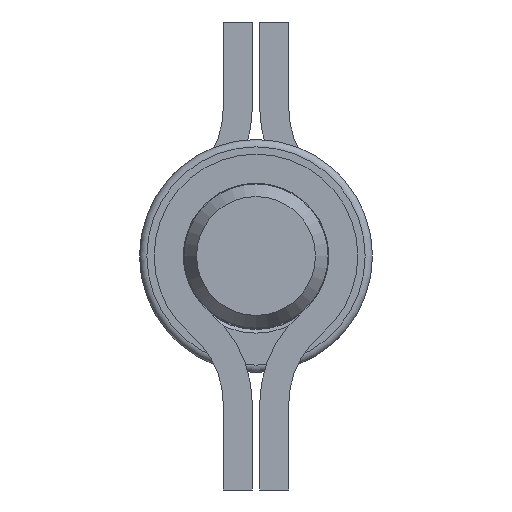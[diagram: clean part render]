
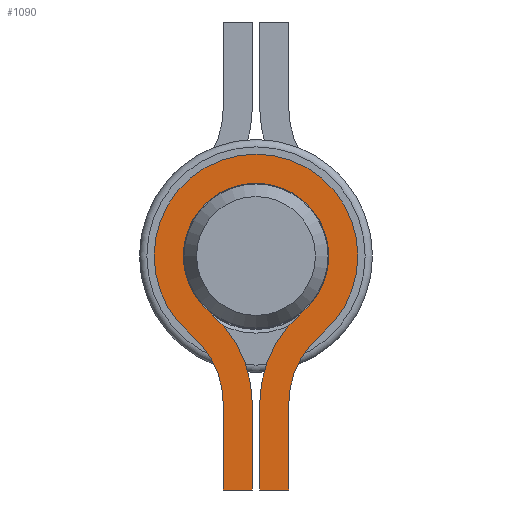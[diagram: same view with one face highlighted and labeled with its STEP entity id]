
A CAD part, front view. The second image highlights one B-rep face of the part: STEP entity #1090.
In plain terms, the highlighted face is planar.
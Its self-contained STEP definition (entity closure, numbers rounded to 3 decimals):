
#74=PLANE('',#1295);
#143=FACE_OUTER_BOUND('',#210,.T.);
#210=EDGE_LOOP('',(#836,#837,#838,#839,#840,#841,#842,#843,#844,#845,#846,
#847));
#271=LINE('',#1822,#358);
#274=LINE('',#1828,#361);
#277=LINE('',#1834,#364);
#283=LINE('',#1858,#370);
#286=LINE('',#1864,#373);
#288=LINE('',#1867,#375);
#358=VECTOR('',#1459,10.);
#361=VECTOR('',#1464,10.);
#364=VECTOR('',#1469,10.);
#370=VECTOR('',#1495,10.);
#373=VECTOR('',#1500,10.);
#375=VECTOR('',#1504,10.);
#442=CIRCLE('',#1272,16.5);
#444=CIRCLE('',#1275,10.);
#446=CIRCLE('',#1278,16.5);
#448=CIRCLE('',#1284,12.5);
#450=CIRCLE('',#1287,14.);
#452=CIRCLE('',#1290,12.5);
#508=VERTEX_POINT('',#1800);
#509=VERTEX_POINT('',#1802);
#511=VERTEX_POINT('',#1808);
#513=VERTEX_POINT('',#1814);
#515=VERTEX_POINT('',#1820);
#517=VERTEX_POINT('',#1826);
#519=VERTEX_POINT('',#1832);
#521=VERTEX_POINT('',#1838);
#523=VERTEX_POINT('',#1844);
#525=VERTEX_POINT('',#1850);
#527=VERTEX_POINT('',#1856);
#529=VERTEX_POINT('',#1862);
#614=EDGE_CURVE('',#509,#508,#442,.T.);
#618=EDGE_CURVE('',#508,#511,#444,.T.);
#621=EDGE_CURVE('',#511,#513,#446,.T.);
#624=EDGE_CURVE('',#513,#515,#271,.T.);
#627=EDGE_CURVE('',#515,#517,#274,.T.);
#630=EDGE_CURVE('',#517,#519,#277,.T.);
#633=EDGE_CURVE('',#519,#521,#448,.T.);
#636=EDGE_CURVE('',#521,#523,#450,.T.);
#639=EDGE_CURVE('',#523,#525,#452,.T.);
#642=EDGE_CURVE('',#525,#527,#283,.T.);
#645=EDGE_CURVE('',#527,#529,#286,.T.);
#647=EDGE_CURVE('',#529,#509,#288,.T.);
#836=ORIENTED_EDGE('',*,*,#647,.T.);
#837=ORIENTED_EDGE('',*,*,#614,.T.);
#838=ORIENTED_EDGE('',*,*,#618,.T.);
#839=ORIENTED_EDGE('',*,*,#621,.T.);
#840=ORIENTED_EDGE('',*,*,#624,.T.);
#841=ORIENTED_EDGE('',*,*,#627,.T.);
#842=ORIENTED_EDGE('',*,*,#630,.T.);
#843=ORIENTED_EDGE('',*,*,#633,.T.);
#844=ORIENTED_EDGE('',*,*,#636,.T.);
#845=ORIENTED_EDGE('',*,*,#639,.T.);
#846=ORIENTED_EDGE('',*,*,#642,.T.);
#847=ORIENTED_EDGE('',*,*,#645,.T.);
#1090=ADVANCED_FACE('',(#143),#74,.F.);
#1272=AXIS2_PLACEMENT_3D('',#1803,#1438,#1439);
#1275=AXIS2_PLACEMENT_3D('',#1810,#1446,#1447);
#1278=AXIS2_PLACEMENT_3D('',#1816,#1453,#1454);
#1284=AXIS2_PLACEMENT_3D('',#1840,#1475,#1476);
#1287=AXIS2_PLACEMENT_3D('',#1846,#1482,#1483);
#1290=AXIS2_PLACEMENT_3D('',#1852,#1489,#1490);
#1295=AXIS2_PLACEMENT_3D('',#1869,#1507,#1508);
#1438=DIRECTION('center_axis',(0.,0.,-1.));
#1439=DIRECTION('ref_axis',(0.767,0.642,0.));
#1446=DIRECTION('center_axis',(0.,0.,1.));
#1447=DIRECTION('ref_axis',(0.767,0.642,0.));
#1453=DIRECTION('center_axis',(0.,0.,-1.));
#1454=DIRECTION('ref_axis',(0.,-1.,0.));
#1459=DIRECTION('',(1.,0.,0.));
#1464=DIRECTION('',(0.,-1.,0.));
#1469=DIRECTION('',(-1.,0.,0.));
#1475=DIRECTION('center_axis',(0.,0.,1.));
#1476=DIRECTION('ref_axis',(0.,1.,0.));
#1482=DIRECTION('center_axis',(0.,0.,-1.));
#1483=DIRECTION('ref_axis',(-0.767,-0.642,0.));
#1489=DIRECTION('center_axis',(0.,0.,1.));
#1490=DIRECTION('ref_axis',(-0.767,-0.642,0.));
#1495=DIRECTION('',(1.,0.,0.));
#1500=DIRECTION('',(0.,-1.,0.));
#1504=DIRECTION('',(-1.,0.,0.));
#1507=DIRECTION('center_axis',(0.,0.,1.));
#1508=DIRECTION('ref_axis',(1.,0.,0.));
#1800=CARTESIAN_POINT('',(7.671,6.415,-20.));
#1802=CARTESIAN_POINT('',(20.329,0.5,-20.));
#1803=CARTESIAN_POINT('Origin',(20.329,17.,-20.));
#1808=CARTESIAN_POINT('',(7.671,-6.415,-20.));
#1810=CARTESIAN_POINT('Origin',(0.,0.,-20.));
#1814=CARTESIAN_POINT('',(20.329,-0.5,-20.));
#1816=CARTESIAN_POINT('Origin',(20.329,-17.,-20.));
#1820=CARTESIAN_POINT('',(32.15,-0.5,-20.));
#1822=CARTESIAN_POINT('',(20.329,-0.5,-20.));
#1826=CARTESIAN_POINT('',(32.15,-4.5,-20.));
#1828=CARTESIAN_POINT('',(32.15,-0.5,-20.));
#1832=CARTESIAN_POINT('',(20.329,-4.5,-20.));
#1834=CARTESIAN_POINT('',(37.,-4.5,-20.));
#1838=CARTESIAN_POINT('',(10.74,-8.981,-20.));
#1840=CARTESIAN_POINT('Origin',(20.329,-17.,-20.));
#1844=CARTESIAN_POINT('',(10.74,8.981,-20.));
#1846=CARTESIAN_POINT('Origin',(0.,0.,-20.));
#1850=CARTESIAN_POINT('',(20.329,4.5,-20.));
#1852=CARTESIAN_POINT('Origin',(20.329,17.,-20.));
#1856=CARTESIAN_POINT('',(32.15,4.5,-20.));
#1858=CARTESIAN_POINT('',(20.329,4.5,-20.));
#1862=CARTESIAN_POINT('',(32.15,0.5,-20.));
#1864=CARTESIAN_POINT('',(32.15,4.5,-20.));
#1867=CARTESIAN_POINT('',(37.,0.5,-20.));
#1869=CARTESIAN_POINT('Origin',(11.104,0.,-20.));
